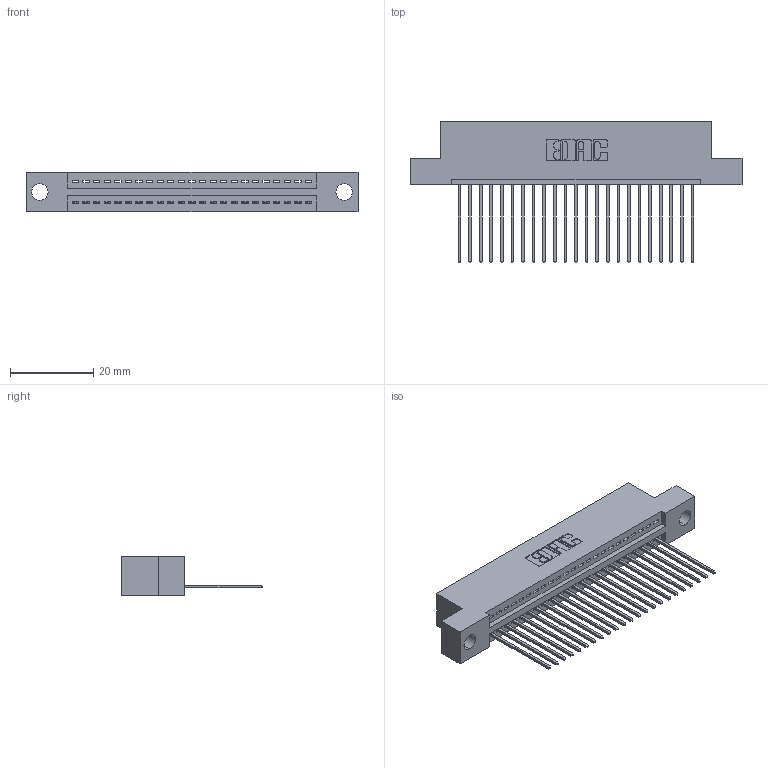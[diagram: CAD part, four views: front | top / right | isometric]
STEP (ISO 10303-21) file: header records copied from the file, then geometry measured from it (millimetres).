
FILE_DESCRIPTION (( 'STEP AP203' ), '1' );
FILE_NAME ('395-023-541-104.STEP', '2021-05-31T14:33:22', ( '' ), ( '' ), 'SwSTEP 2.0', 'SolidWorks 2020', '' );
FILE_SCHEMA (( 'CONFIG_CONTROL_DESIGN' ));
Length unit declared in the file: inch
Products named in the file (3): 395-023-541-104; 345-292-001_345-293-141; 345 Part_Flush Mounting Lugs - 0.156 Dia-TI
Assembly tree (24 placements, depth 2):
  395-023-541-104
    345 Part_Flush Mounting Lugs - 0.156 Dia-TI
    345-292-001_345-293-141  x23
Bounding box: 79.63 x 33.96 x 9.4 mm (x, y, z)
Volume: 7377.6 mm3; surface area: 9834.9 mm2
Topology: 24 solids, 24 shells, 1474 faces, 4425 edges, 2918 vertices
Faces by surface type: plane 1014, cylinder 460
Entity records: 20305 total; most frequent: CARTESIAN_POINT 3527, ORIENTED_EDGE 3482, DIRECTION 3107, EDGE_CURVE 1741, LINE 1517, VECTOR 1517, VERTEX_POINT 1158, AXIS2_PLACEMENT_3D 795
